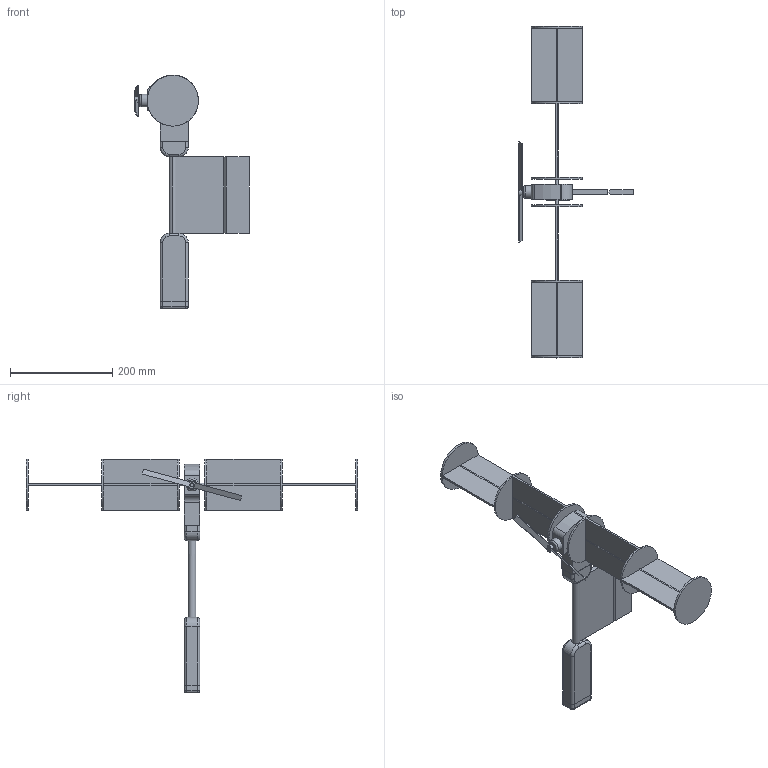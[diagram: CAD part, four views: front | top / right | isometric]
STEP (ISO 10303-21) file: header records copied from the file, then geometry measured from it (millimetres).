
FILE_DESCRIPTION(/* description */ (''),/* implementation_level */ '2;1');
FILE_NAME(/* name */ 'Plane (Magnus) v2.step',/* time_stamp */ '2025-09-02T19:21:24+05:30',/* author */ (''),/* organization */ (''),/* preprocessor_version */ 'ST-DEVELOPER v20.1',/* originating_system */ 'Autodesk Translation Framework v14.10.0.0',/* authorisation */ '');
FILE_SCHEMA (('AUTOMOTIVE_DESIGN { 1 0 10303 214 3 1 1 }'));
Length unit declared in the file: millimetre
Products named in the file (9): Plane (Magnus); Component1; Component2; Component3; Component4; Component6; Component5; Component7; Component8
Assembly tree (8 placements, depth 2):
  Plane (Magnus)
    Component1
    Component2
    Component3
    Component4
    Component6
    Component5
    Component7
    Component8
Bounding box: 225 x 650 x 458 mm (x, y, z)
Volume: 1159612 mm3; surface area: 373855.7 mm2
Topology: 9 solids, 9 shells, 169 faces, 388 edges, 247 vertices
Faces by surface type: plane 109, cylinder 47, torus 9, sphere 4
Full cylindrical faces by diameter (mm): 4.5 x1, 5 x1, 7 x2, 15 x2, 25 x1, 100 x2
Entity records: 5047 total; most frequent: DIRECTION 882, CARTESIAN_POINT 833, ORIENTED_EDGE 776, EDGE_CURVE 388, AXIS2_PLACEMENT_3D 312, LINE 258, VECTOR 258, VERTEX_POINT 247
